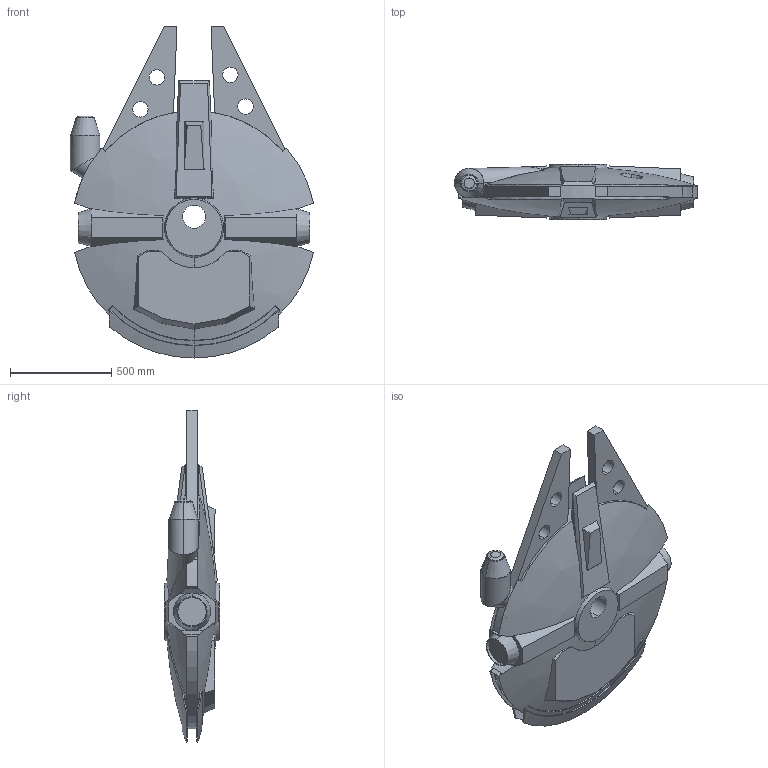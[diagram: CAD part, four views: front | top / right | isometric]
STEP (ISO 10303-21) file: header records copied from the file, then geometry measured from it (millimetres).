
FILE_DESCRIPTION (( 'STEP AP214' ), '1' );
FILE_NAME ('MillenniumFalcon_ANH_MasterModel_v1.1_150403_jm.STEP', '2015-05-04T04:00:41', ( '' ), ( '' ), 'SwSTEP 2.0', 'SolidWorks 2014', '' );
FILE_SCHEMA (( 'AUTOMOTIVE_DESIGN' ));
Length unit declared in the file: inch
Products named in the file (1): MillenniumFalcon_ANH_MasterModel_v1.1_150403_jm
Bounding box: 1201.49 x 271.93 x 1640.82 mm (x, y, z)
Volume: 190793708.1 mm3; surface area: 4016805.5 mm2
Topology: 2 solids, 2 shells, 235 faces, 624 edges, 404 vertices
Faces by surface type: plane 121, cylinder 48, sphere 32, cone 31, bspline 3
Entity records: 7840 total; most frequent: CARTESIAN_POINT 1764, DIRECTION 1350, ORIENTED_EDGE 1248, EDGE_CURVE 624, AXIS2_PLACEMENT_3D 545, VERTEX_POINT 404, CIRCLE 312, LINE 260
